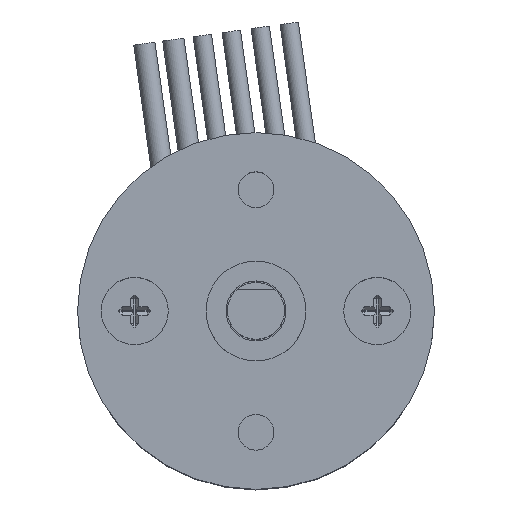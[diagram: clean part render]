
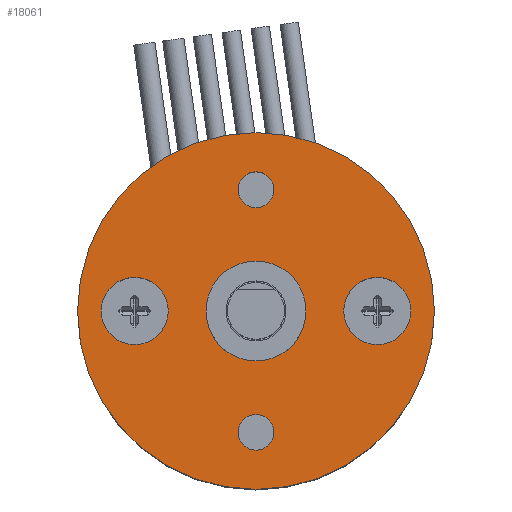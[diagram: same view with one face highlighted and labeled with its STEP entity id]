
A CAD part, top view. The second image highlights one B-rep face of the part: STEP entity #18061.
In plain terms, the highlighted planar face has unit normal (0, 0, 1).
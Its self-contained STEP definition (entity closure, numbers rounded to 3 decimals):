
#66 = VERTEX_POINT ( 'NONE', #29840 ) ;
#1356 = PLANE ( 'NONE',  #10099 ) ;
#1479 = EDGE_LOOP ( 'NONE', ( #15898, #4578 ) ) ;
#1621 = AXIS2_PLACEMENT_3D ( 'NONE', #20329, #24979, #25297 ) ;
#1953 = AXIS2_PLACEMENT_3D ( 'NONE', #21309, #8799, #6493 ) ;
#2673 = VERTEX_POINT ( 'NONE', #2946 ) ;
#2946 = CARTESIAN_POINT ( 'NONE',  ( 43.375, 0., 18.375 ) ) ;
#3052 = VERTEX_POINT ( 'NONE', #17033 ) ;
#3221 = DIRECTION ( 'NONE',  ( 0., 0., -1. ) ) ;
#3610 = DIRECTION ( 'NONE',  ( -1., 0., 0. ) ) ;
#3779 = FACE_BOUND ( 'NONE', #15782, .T. ) ;
#3874 = EDGE_CURVE ( 'NONE', #31621, #12626, #5514, .T. ) ;
#3884 = DIRECTION ( 'NONE',  ( 0., 0., -1. ) ) ;
#4369 = CARTESIAN_POINT ( 'NONE',  ( 30.875, -8.5, 18.375 ) ) ;
#4578 = ORIENTED_EDGE ( 'NONE', *, *, #30836, .T. ) ;
#4587 = AXIS2_PLACEMENT_3D ( 'NONE', #30803, #30697, #20947 ) ;
#4798 = DIRECTION ( 'NONE',  ( 1., 0., 0. ) ) ;
#5514 = CIRCLE ( 'NONE', #21804, 1.25 ) ;
#6039 = VERTEX_POINT ( 'NONE', #14574 ) ;
#6141 = CARTESIAN_POINT ( 'NONE',  ( 20.025, 0., 18.375 ) ) ;
#6254 = CARTESIAN_POINT ( 'NONE',  ( 39.375, 0., 18.375 ) ) ;
#6493 = DIRECTION ( 'NONE',  ( 1., 0., 0. ) ) ;
#6512 = CIRCLE ( 'NONE', #27632, 1.25 ) ;
#6540 = CARTESIAN_POINT ( 'NONE',  ( 37.025, 0., 18.375 ) ) ;
#6780 = ORIENTED_EDGE ( 'NONE', *, *, #20067, .F. ) ;
#6995 = EDGE_LOOP ( 'NONE', ( #9202, #26202 ) ) ;
#7108 = VERTEX_POINT ( 'NONE', #29972 ) ;
#7112 = ORIENTED_EDGE ( 'NONE', *, *, #27224, .F. ) ;
#7367 = CARTESIAN_POINT ( 'NONE',  ( 29.625, 8.5, 18.375 ) ) ;
#7824 = CARTESIAN_POINT ( 'NONE',  ( 30.875, 8.5, 18.375 ) ) ;
#8058 = CIRCLE ( 'NONE', #27450, 2.35 ) ;
#8534 = CIRCLE ( 'NONE', #28815, 2.35 ) ;
#8565 = CARTESIAN_POINT ( 'NONE',  ( 30.875, 0., 18.375 ) ) ;
#8759 = AXIS2_PLACEMENT_3D ( 'NONE', #6254, #11491, #21399 ) ;
#8799 = DIRECTION ( 'NONE',  ( 0., 0., 1. ) ) ;
#9059 = ORIENTED_EDGE ( 'NONE', *, *, #3874, .F. ) ;
#9202 = ORIENTED_EDGE ( 'NONE', *, *, #16076, .F. ) ;
#9314 = DIRECTION ( 'NONE',  ( 0., 0., 1. ) ) ;
#9330 = EDGE_LOOP ( 'NONE', ( #10482, #6780 ) ) ;
#9786 = EDGE_CURVE ( 'NONE', #25880, #6039, #22989, .T. ) ;
#10099 = AXIS2_PLACEMENT_3D ( 'NONE', #8565, #18393, #3610 ) ;
#10348 = FACE_BOUND ( 'NONE', #25617, .T. ) ;
#10482 = ORIENTED_EDGE ( 'NONE', *, *, #23624, .F. ) ;
#10808 = VERTEX_POINT ( 'NONE', #21253 ) ;
#10881 = AXIS2_PLACEMENT_3D ( 'NONE', #20101, #12793, #25289 ) ;
#10979 = CIRCLE ( 'NONE', #1953, 1.25 ) ;
#10990 = DIRECTION ( 'NONE',  ( -1., 0., 0. ) ) ;
#11139 = FACE_OUTER_BOUND ( 'NONE', #18717, .T. ) ;
#11491 = DIRECTION ( 'NONE',  ( 0., 0., 1. ) ) ;
#12626 = VERTEX_POINT ( 'NONE', #28730 ) ;
#12793 = DIRECTION ( 'NONE',  ( 0., 0., 1. ) ) ;
#13655 = CIRCLE ( 'NONE', #16330, 3.5 ) ;
#14131 = AXIS2_PLACEMENT_3D ( 'NONE', #4369, #17078, #4798 ) ;
#14574 = CARTESIAN_POINT ( 'NONE',  ( 41.725, 0., 18.375 ) ) ;
#15398 = DIRECTION ( 'NONE',  ( 0., 0., -1. ) ) ;
#15411 = DIRECTION ( 'NONE',  ( -1., 0., 0. ) ) ;
#15729 = DIRECTION ( 'NONE',  ( 1., 0., 0. ) ) ;
#15782 = EDGE_LOOP ( 'NONE', ( #30593, #9059 ) ) ;
#15898 = ORIENTED_EDGE ( 'NONE', *, *, #24478, .T. ) ;
#16076 = EDGE_CURVE ( 'NONE', #10808, #7108, #6512, .T. ) ;
#16330 = AXIS2_PLACEMENT_3D ( 'NONE', #17872, #25205, #15411 ) ;
#16719 = CIRCLE ( 'NONE', #14131, 1.25 ) ;
#16954 = CIRCLE ( 'NONE', #1621, 2.35 ) ;
#17033 = CARTESIAN_POINT ( 'NONE',  ( 27.375, 0., 18.375 ) ) ;
#17056 = ORIENTED_EDGE ( 'NONE', *, *, #9786, .F. ) ;
#17078 = DIRECTION ( 'NONE',  ( 0., 0., 1. ) ) ;
#17601 = ORIENTED_EDGE ( 'NONE', *, *, #17904, .F. ) ;
#17741 = CARTESIAN_POINT ( 'NONE',  ( 18.375, 0., 18.375 ) ) ;
#17872 = CARTESIAN_POINT ( 'NONE',  ( 30.875, 0., 18.375 ) ) ;
#17904 = EDGE_CURVE ( 'NONE', #6039, #25880, #16954, .T. ) ;
#18061 = ADVANCED_FACE ( 'NONE', ( #21159, #10348, #29621, #3779, #30740, #11139 ), #1356, .F. ) ;
#18331 = AXIS2_PLACEMENT_3D ( 'NONE', #20820, #3884, #25782 ) ;
#18393 = DIRECTION ( 'NONE',  ( 0., 0., -1. ) ) ;
#18717 = EDGE_LOOP ( 'NONE', ( #30019, #7112 ) ) ;
#19975 = CIRCLE ( 'NONE', #4587, 12.5 ) ;
#20067 = EDGE_CURVE ( 'NONE', #25939, #3052, #13655, .T. ) ;
#20101 = CARTESIAN_POINT ( 'NONE',  ( 30.875, 0., 18.375 ) ) ;
#20329 = CARTESIAN_POINT ( 'NONE',  ( 39.375, 0., 18.375 ) ) ;
#20820 = CARTESIAN_POINT ( 'NONE',  ( 30.875, 0., 18.375 ) ) ;
#20947 = DIRECTION ( 'NONE',  ( -1., 0., 0. ) ) ;
#21159 = FACE_BOUND ( 'NONE', #1479, .T. ) ;
#21253 = CARTESIAN_POINT ( 'NONE',  ( 32.125, -8.5, 18.375 ) ) ;
#21309 = CARTESIAN_POINT ( 'NONE',  ( 30.875, 8.5, 18.375 ) ) ;
#21399 = DIRECTION ( 'NONE',  ( 1., 0., 0. ) ) ;
#21804 = AXIS2_PLACEMENT_3D ( 'NONE', #7824, #25098, #15729 ) ;
#22989 = CIRCLE ( 'NONE', #8759, 2.35 ) ;
#23176 = CIRCLE ( 'NONE', #10881, 3.5 ) ;
#23624 = EDGE_CURVE ( 'NONE', #3052, #25939, #23176, .T. ) ;
#23748 = VERTEX_POINT ( 'NONE', #6141 ) ;
#23820 = CARTESIAN_POINT ( 'NONE',  ( 34.375, 0., 18.375 ) ) ;
#24092 = CARTESIAN_POINT ( 'NONE',  ( 30.875, -8.5, 18.375 ) ) ;
#24160 = EDGE_CURVE ( 'NONE', #2673, #25359, #30788, .T. ) ;
#24478 = EDGE_CURVE ( 'NONE', #66, #23748, #8058, .T. ) ;
#24979 = DIRECTION ( 'NONE',  ( 0., 0., 1. ) ) ;
#25098 = DIRECTION ( 'NONE',  ( 0., 0., 1. ) ) ;
#25190 = DIRECTION ( 'NONE',  ( -1., 0., 0. ) ) ;
#25205 = DIRECTION ( 'NONE',  ( 0., 0., 1. ) ) ;
#25289 = DIRECTION ( 'NONE',  ( -1., 0., 0. ) ) ;
#25297 = DIRECTION ( 'NONE',  ( 1., 0., 0. ) ) ;
#25359 = VERTEX_POINT ( 'NONE', #17741 ) ;
#25617 = EDGE_LOOP ( 'NONE', ( #17601, #17056 ) ) ;
#25782 = DIRECTION ( 'NONE',  ( -1., 0., 0. ) ) ;
#25880 = VERTEX_POINT ( 'NONE', #6540 ) ;
#25939 = VERTEX_POINT ( 'NONE', #23820 ) ;
#26202 = ORIENTED_EDGE ( 'NONE', *, *, #29072, .F. ) ;
#27224 = EDGE_CURVE ( 'NONE', #25359, #2673, #19975, .T. ) ;
#27450 = AXIS2_PLACEMENT_3D ( 'NONE', #27809, #3221, #10990 ) ;
#27576 = CARTESIAN_POINT ( 'NONE',  ( 22.375, 0., 18.375 ) ) ;
#27632 = AXIS2_PLACEMENT_3D ( 'NONE', #24092, #9314, #28801 ) ;
#27809 = CARTESIAN_POINT ( 'NONE',  ( 22.375, 0., 18.375 ) ) ;
#28648 = EDGE_CURVE ( 'NONE', #12626, #31621, #10979, .T. ) ;
#28730 = CARTESIAN_POINT ( 'NONE',  ( 32.125, 8.5, 18.375 ) ) ;
#28801 = DIRECTION ( 'NONE',  ( 1., 0., 0. ) ) ;
#28815 = AXIS2_PLACEMENT_3D ( 'NONE', #27576, #15398, #25190 ) ;
#29072 = EDGE_CURVE ( 'NONE', #7108, #10808, #16719, .T. ) ;
#29621 = FACE_BOUND ( 'NONE', #6995, .T. ) ;
#29840 = CARTESIAN_POINT ( 'NONE',  ( 24.725, 0., 18.375 ) ) ;
#29972 = CARTESIAN_POINT ( 'NONE',  ( 29.625, -8.5, 18.375 ) ) ;
#30019 = ORIENTED_EDGE ( 'NONE', *, *, #24160, .F. ) ;
#30593 = ORIENTED_EDGE ( 'NONE', *, *, #28648, .F. ) ;
#30697 = DIRECTION ( 'NONE',  ( 0., 0., -1. ) ) ;
#30740 = FACE_BOUND ( 'NONE', #9330, .T. ) ;
#30788 = CIRCLE ( 'NONE', #18331, 12.5 ) ;
#30803 = CARTESIAN_POINT ( 'NONE',  ( 30.875, 0., 18.375 ) ) ;
#30836 = EDGE_CURVE ( 'NONE', #23748, #66, #8534, .T. ) ;
#31621 = VERTEX_POINT ( 'NONE', #7367 ) ;
